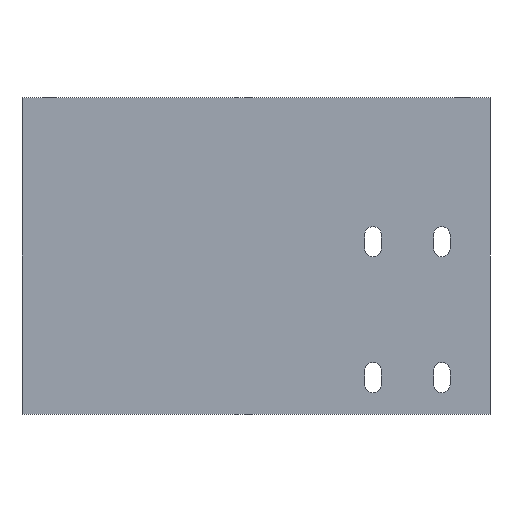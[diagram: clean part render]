
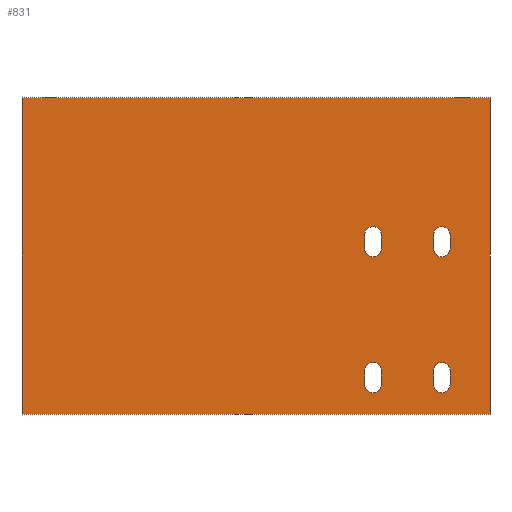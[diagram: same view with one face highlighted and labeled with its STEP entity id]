
A CAD part, left-side view. The second image highlights one B-rep face of the part: STEP entity #831.
In plain terms, the highlighted planar face has unit normal (-1, 0, 0).
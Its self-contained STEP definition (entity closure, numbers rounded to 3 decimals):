
#19=FACE_BOUND('',#174,.T.);
#20=FACE_BOUND('',#175,.T.);
#21=FACE_BOUND('',#176,.T.);
#22=FACE_BOUND('',#177,.T.);
#53=CIRCLE('',#897,3.);
#54=CIRCLE('',#900,3.);
#55=CIRCLE('',#903,3.);
#56=CIRCLE('',#906,3.);
#57=CIRCLE('',#909,3.);
#58=CIRCLE('',#912,3.);
#59=CIRCLE('',#915,3.);
#60=CIRCLE('',#918,3.);
#123=FACE_OUTER_BOUND('',#173,.T.);
#173=EDGE_LOOP('',(#705,#706,#707,#708));
#174=EDGE_LOOP('',(#709,#710,#711,#712));
#175=EDGE_LOOP('',(#713,#714,#715,#716));
#176=EDGE_LOOP('',(#717,#718,#719,#720));
#177=EDGE_LOOP('',(#721,#722,#723,#724));
#230=LINE('',#1314,#308);
#234=LINE('',#1324,#312);
#238=LINE('',#1334,#316);
#242=LINE('',#1344,#320);
#246=LINE('',#1353,#324);
#248=LINE('',#1359,#326);
#250=LINE('',#1365,#328);
#252=LINE('',#1371,#330);
#255=LINE('',#1391,#333);
#256=LINE('',#1393,#334);
#257=LINE('',#1395,#335);
#258=LINE('',#1396,#336);
#308=VECTOR('',#1066,10.);
#312=VECTOR('',#1076,10.);
#316=VECTOR('',#1086,10.);
#320=VECTOR('',#1096,10.);
#324=VECTOR('',#1106,10.);
#326=VECTOR('',#1114,10.);
#328=VECTOR('',#1122,10.);
#330=VECTOR('',#1130,10.);
#333=VECTOR('',#1155,10.);
#334=VECTOR('',#1156,10.);
#335=VECTOR('',#1157,10.);
#336=VECTOR('',#1158,10.);
#393=VERTEX_POINT('',#1311);
#394=VERTEX_POINT('',#1313);
#395=VERTEX_POINT('',#1317);
#396=VERTEX_POINT('',#1321);
#397=VERTEX_POINT('',#1323);
#398=VERTEX_POINT('',#1327);
#399=VERTEX_POINT('',#1331);
#400=VERTEX_POINT('',#1333);
#401=VERTEX_POINT('',#1337);
#402=VERTEX_POINT('',#1341);
#403=VERTEX_POINT('',#1343);
#404=VERTEX_POINT('',#1347);
#405=VERTEX_POINT('',#1351);
#406=VERTEX_POINT('',#1357);
#407=VERTEX_POINT('',#1363);
#408=VERTEX_POINT('',#1369);
#413=VERTEX_POINT('',#1389);
#414=VERTEX_POINT('',#1390);
#415=VERTEX_POINT('',#1392);
#416=VERTEX_POINT('',#1394);
#486=EDGE_CURVE('',#394,#393,#230,.T.);
#489=EDGE_CURVE('',#393,#395,#53,.T.);
#491=EDGE_CURVE('',#397,#396,#234,.T.);
#494=EDGE_CURVE('',#396,#398,#54,.T.);
#496=EDGE_CURVE('',#400,#399,#238,.T.);
#499=EDGE_CURVE('',#399,#401,#55,.T.);
#501=EDGE_CURVE('',#403,#402,#242,.T.);
#504=EDGE_CURVE('',#402,#404,#56,.T.);
#506=EDGE_CURVE('',#395,#405,#246,.T.);
#507=EDGE_CURVE('',#405,#394,#57,.T.);
#509=EDGE_CURVE('',#404,#406,#248,.T.);
#510=EDGE_CURVE('',#406,#403,#58,.T.);
#512=EDGE_CURVE('',#401,#407,#250,.T.);
#513=EDGE_CURVE('',#407,#400,#59,.T.);
#515=EDGE_CURVE('',#398,#408,#252,.T.);
#516=EDGE_CURVE('',#408,#397,#60,.T.);
#523=EDGE_CURVE('',#413,#414,#255,.T.);
#524=EDGE_CURVE('',#414,#415,#256,.T.);
#525=EDGE_CURVE('',#415,#416,#257,.T.);
#526=EDGE_CURVE('',#416,#413,#258,.T.);
#705=ORIENTED_EDGE('',*,*,#523,.T.);
#706=ORIENTED_EDGE('',*,*,#524,.T.);
#707=ORIENTED_EDGE('',*,*,#525,.T.);
#708=ORIENTED_EDGE('',*,*,#526,.T.);
#709=ORIENTED_EDGE('',*,*,#506,.T.);
#710=ORIENTED_EDGE('',*,*,#507,.T.);
#711=ORIENTED_EDGE('',*,*,#486,.T.);
#712=ORIENTED_EDGE('',*,*,#489,.T.);
#713=ORIENTED_EDGE('',*,*,#509,.T.);
#714=ORIENTED_EDGE('',*,*,#510,.T.);
#715=ORIENTED_EDGE('',*,*,#501,.T.);
#716=ORIENTED_EDGE('',*,*,#504,.T.);
#717=ORIENTED_EDGE('',*,*,#512,.T.);
#718=ORIENTED_EDGE('',*,*,#513,.T.);
#719=ORIENTED_EDGE('',*,*,#496,.T.);
#720=ORIENTED_EDGE('',*,*,#499,.T.);
#721=ORIENTED_EDGE('',*,*,#515,.T.);
#722=ORIENTED_EDGE('',*,*,#516,.T.);
#723=ORIENTED_EDGE('',*,*,#491,.T.);
#724=ORIENTED_EDGE('',*,*,#494,.T.);
#785=PLANE('',#927);
#831=ADVANCED_FACE('',(#123,#19,#20,#21,#22),#785,.T.);
#897=AXIS2_PLACEMENT_3D('',#1319,#1071,#1072);
#900=AXIS2_PLACEMENT_3D('',#1329,#1081,#1082);
#903=AXIS2_PLACEMENT_3D('',#1339,#1091,#1092);
#906=AXIS2_PLACEMENT_3D('',#1349,#1101,#1102);
#909=AXIS2_PLACEMENT_3D('',#1355,#1109,#1110);
#912=AXIS2_PLACEMENT_3D('',#1361,#1117,#1118);
#915=AXIS2_PLACEMENT_3D('',#1367,#1125,#1126);
#918=AXIS2_PLACEMENT_3D('',#1373,#1133,#1134);
#927=AXIS2_PLACEMENT_3D('',#1388,#1153,#1154);
#1066=DIRECTION('',(0.,0.,-1.));
#1071=DIRECTION('center_axis',(1.,0.,0.));
#1072=DIRECTION('ref_axis',(0.,-1.,0.));
#1076=DIRECTION('',(0.,0.,-1.));
#1081=DIRECTION('center_axis',(1.,0.,0.));
#1082=DIRECTION('ref_axis',(0.,-1.,0.));
#1086=DIRECTION('',(0.,0.,1.));
#1091=DIRECTION('center_axis',(1.,0.,0.));
#1092=DIRECTION('ref_axis',(0.,1.,0.));
#1096=DIRECTION('',(0.,0.,1.));
#1101=DIRECTION('center_axis',(1.,0.,0.));
#1102=DIRECTION('ref_axis',(0.,1.,0.));
#1106=DIRECTION('',(0.,0.,1.));
#1109=DIRECTION('center_axis',(1.,0.,0.));
#1110=DIRECTION('ref_axis',(0.,1.,0.));
#1114=DIRECTION('',(0.,0.,-1.));
#1117=DIRECTION('center_axis',(1.,0.,0.));
#1118=DIRECTION('ref_axis',(0.,-1.,0.));
#1122=DIRECTION('',(0.,0.,-1.));
#1125=DIRECTION('center_axis',(1.,0.,0.));
#1126=DIRECTION('ref_axis',(0.,-1.,0.));
#1130=DIRECTION('',(0.,0.,1.));
#1133=DIRECTION('center_axis',(1.,0.,0.));
#1134=DIRECTION('ref_axis',(0.,1.,0.));
#1153=DIRECTION('center_axis',(-1.,0.,0.));
#1154=DIRECTION('ref_axis',(0.,0.,1.));
#1155=DIRECTION('',(0.,-1.,0.));
#1156=DIRECTION('',(0.,0.,1.));
#1157=DIRECTION('',(0.,1.,0.));
#1158=DIRECTION('',(0.,0.,-1.));
#1311=CARTESIAN_POINT('',(30.,328.514,27.409));
#1313=CARTESIAN_POINT('',(30.,328.514,32.409));
#1314=CARTESIAN_POINT('',(30.,328.514,26.067));
#1317=CARTESIAN_POINT('',(30.,334.514,27.409));
#1319=CARTESIAN_POINT('Origin',(30.,331.514,27.409));
#1321=CARTESIAN_POINT('',(30.,328.514,-21.958));
#1323=CARTESIAN_POINT('',(30.,328.514,-16.958));
#1324=CARTESIAN_POINT('',(30.,328.514,1.383));
#1327=CARTESIAN_POINT('',(30.,334.514,-21.958));
#1329=CARTESIAN_POINT('Origin',(30.,331.514,-21.958));
#1331=CARTESIAN_POINT('',(30.,309.514,32.409));
#1333=CARTESIAN_POINT('',(30.,309.514,27.409));
#1334=CARTESIAN_POINT('',(30.,309.514,28.567));
#1337=CARTESIAN_POINT('',(30.,303.514,32.409));
#1339=CARTESIAN_POINT('Origin',(30.,306.514,32.409));
#1341=CARTESIAN_POINT('',(30.,309.514,-16.958));
#1343=CARTESIAN_POINT('',(30.,309.514,-21.958));
#1344=CARTESIAN_POINT('',(30.,309.514,3.883));
#1347=CARTESIAN_POINT('',(30.,303.514,-16.958));
#1349=CARTESIAN_POINT('Origin',(30.,306.514,-16.958));
#1351=CARTESIAN_POINT('',(30.,334.514,32.409));
#1353=CARTESIAN_POINT('',(30.,334.514,28.567));
#1355=CARTESIAN_POINT('Origin',(30.,331.514,32.409));
#1357=CARTESIAN_POINT('',(30.,303.514,-21.958));
#1359=CARTESIAN_POINT('',(30.,303.514,1.383));
#1361=CARTESIAN_POINT('Origin',(30.,306.514,-21.958));
#1363=CARTESIAN_POINT('',(30.,303.514,27.409));
#1365=CARTESIAN_POINT('',(30.,303.514,26.067));
#1367=CARTESIAN_POINT('Origin',(30.,306.514,27.409));
#1369=CARTESIAN_POINT('',(30.,334.514,-16.958));
#1371=CARTESIAN_POINT('',(30.,334.514,3.883));
#1373=CARTESIAN_POINT('Origin',(30.,331.514,-16.958));
#1388=CARTESIAN_POINT('Origin',(30.,374.014,24.725));
#1389=CARTESIAN_POINT('',(30.,459.014,-32.775));
#1390=CARTESIAN_POINT('',(30.,289.014,-32.775));
#1391=CARTESIAN_POINT('',(30.,459.014,-32.775));
#1392=CARTESIAN_POINT('',(30.,289.014,82.225));
#1393=CARTESIAN_POINT('',(30.,289.014,-32.775));
#1394=CARTESIAN_POINT('',(30.,459.014,82.225));
#1395=CARTESIAN_POINT('',(30.,289.014,82.225));
#1396=CARTESIAN_POINT('',(30.,459.014,82.225));
